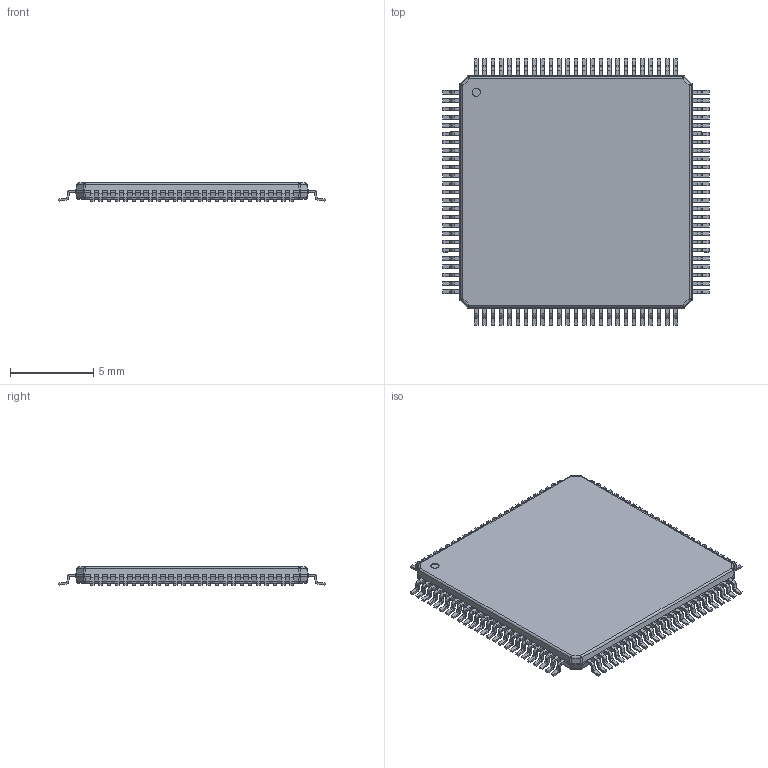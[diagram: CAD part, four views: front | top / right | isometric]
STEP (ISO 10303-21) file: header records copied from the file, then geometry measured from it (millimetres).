
FILE_DESCRIPTION((''),'2;1');
FILE_NAME('PZP0100K_ASM','2018-12-27T07:18:28',('a0412086'),(''),'CREO PARAMETRIC BY PTC INC, 2018020','CREO PARAMETRIC BY PTC INC, 2018020','');
FILE_SCHEMA(('AUTOMOTIVE_DESIGN { 1 0 10303 214 1 1 1 1 }'));
Length unit declared in the file: millimetre
Products named in the file (4): BODY-QFP; LEAD-POWERPAD; THERMALPAD-PWRPAD; PZP0100K_ASM
Assembly tree (102 placements, depth 2):
  PZP0100K_ASM
    BODY-QFP
    LEAD-POWERPAD  x100
    THERMALPAD-PWRPAD
Bounding box: 16.03 x 16.03 x 1.1 mm (x, y, z)
Volume: 196.8 mm3; surface area: 598.9 mm2
Topology: 102 solids, 102 shells, 1616 faces, 4150 edges, 2740 vertices
Faces by surface type: plane 1158, cylinder 442, sphere 16
Entity records: 10201 total; most frequent: CARTESIAN_POINT 1519, DIRECTION 1354, ORIENTED_EDGE 1172, PRESENTATION_STYLE_ASSIGNMENT 589, STYLED_ITEM 589, CURVE_STYLE 586, EDGE_CURVE 586, VECTOR 510
